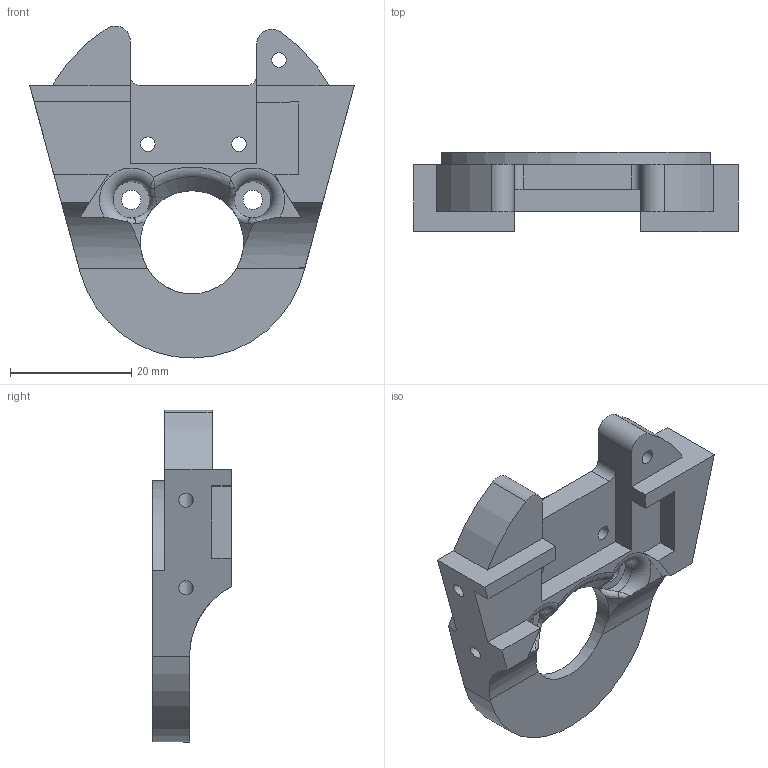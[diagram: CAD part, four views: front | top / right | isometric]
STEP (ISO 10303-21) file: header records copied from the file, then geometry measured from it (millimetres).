
FILE_DESCRIPTION(/* description */ (''),/* implementation_level */ '2;1');
FILE_NAME(/* name */ 'Top Fan Shroud Print printable.step',/* time_stamp */ '2024-08-27T08:54:19-07:00',/* author */ (''),/* organization */ (''),/* preprocessor_version */ 'ST-DEVELOPER v20',/* originating_system */ 'Autodesk Translation Framework v12.14.0.127',/* authorisation */ '');
FILE_SCHEMA (('AUTOMOTIVE_DESIGN { 1 0 10303 214 3 1 1 }'));
Length unit declared in the file: millimetre
Products named in the file (1): Top Fan Shroud Print (1)
Bounding box: 53.46 x 13 x 54.68 mm (x, y, z)
Volume: 10721 mm3; surface area: 6551.2 mm2
Topology: 1 solids, 1 shells, 72 faces, 198 edges, 128 vertices
Faces by surface type: plane 35, cylinder 21, bspline 10, cone 3, torus 3
Full cylindrical faces by diameter (mm): 2.4 x5, 3.2 x2, 17 x1, 32 x1
Entity records: 2799 total; most frequent: CARTESIAN_POINT 960, ORIENTED_EDGE 392, DIRECTION 351, EDGE_CURVE 196, AXIS2_PLACEMENT_3D 129, VERTEX_POINT 128, LINE 93, VECTOR 93
